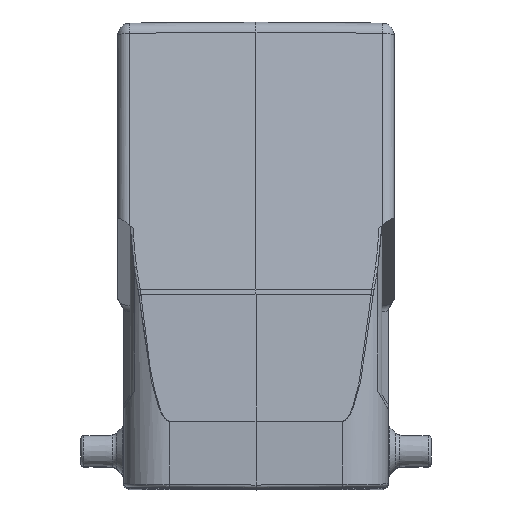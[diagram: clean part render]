
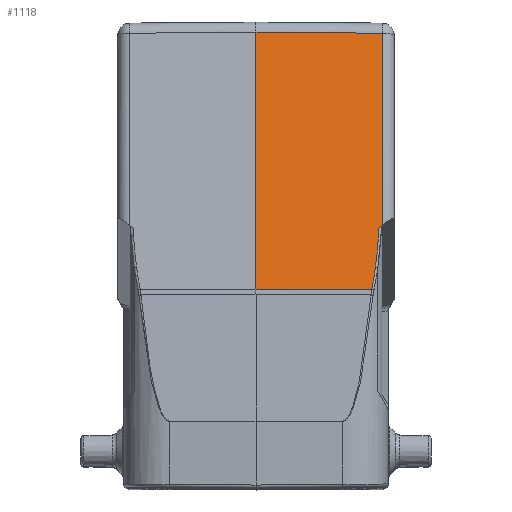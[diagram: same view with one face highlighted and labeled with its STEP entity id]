
A CAD part, top view. The second image highlights one B-rep face of the part: STEP entity #1118.
In plain terms, the highlighted planar face has unit normal (0.009, 0.174, 0.985).
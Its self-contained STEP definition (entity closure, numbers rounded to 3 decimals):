
#333=ELLIPSE('',#9676,40.313,7.);
#1118=ADVANCED_FACE('',(#1823),#1356,.T.);
#1356=PLANE('',#9677);
#1823=FACE_OUTER_BOUND('',#2405,.T.);
#2405=EDGE_LOOP('',(#6355,#6356,#6357,#6358,#6359,#6360,#6361));
#3167=LINE('',#16421,#3864);
#3168=LINE('',#16425,#3865);
#3216=LINE('',#16799,#3913);
#3217=LINE('',#16801,#3914);
#3218=LINE('',#16803,#3915);
#3864=VECTOR('',#11973,1.);
#3865=VECTOR('',#11978,1.);
#3913=VECTOR('',#12190,1.);
#3914=VECTOR('',#12193,1.);
#3915=VECTOR('',#12194,1.);
#6355=ORIENTED_EDGE('',*,*,#8364,.F.);
#6356=ORIENTED_EDGE('',*,*,#8359,.F.);
#6357=ORIENTED_EDGE('',*,*,#8357,.T.);
#6358=ORIENTED_EDGE('',*,*,#8462,.F.);
#6359=ORIENTED_EDGE('',*,*,#8463,.F.);
#6360=ORIENTED_EDGE('',*,*,#8464,.T.);
#6361=ORIENTED_EDGE('',*,*,#8465,.F.);
#7161=VERTEX_POINT('',#16418);
#7162=VERTEX_POINT('',#16422);
#7163=VERTEX_POINT('',#16426);
#7166=VERTEX_POINT('',#16451);
#7211=VERTEX_POINT('',#16751);
#7219=VERTEX_POINT('',#16802);
#7220=VERTEX_POINT('',#16804);
#8357=EDGE_CURVE('',#7162,#7161,#3167,.T.);
#8359=EDGE_CURVE('',#7162,#7163,#3168,.T.);
#8364=EDGE_CURVE('',#7163,#7166,#8750,.T.);
#8462=EDGE_CURVE('',#7211,#7161,#3216,.T.);
#8463=EDGE_CURVE('',#7219,#7211,#3217,.T.);
#8464=EDGE_CURVE('',#7219,#7220,#3218,.T.);
#8465=EDGE_CURVE('',#7166,#7220,#333,.T.);
#8750=CIRCLE('',#9595,62.361);
#9595=AXIS2_PLACEMENT_3D('',#16456,#11983,#11984);
#9676=AXIS2_PLACEMENT_3D('',#16805,#12195,#12196);
#9677=AXIS2_PLACEMENT_3D('',#16806,#12197,#12198);
#11973=DIRECTION('',(0.,0.985,-0.174));
#11978=DIRECTION('',(-0.762,-0.637,0.119));
#11983=DIRECTION('',(-0.009,-0.174,-0.985));
#11984=DIRECTION('',(0.,-0.985,0.174));
#12190=DIRECTION('',(1.,-0.009,-0.007));
#12193=DIRECTION('',(0.,0.985,-0.174));
#12194=DIRECTION('',(1.,-0.001,-0.009));
#12195=DIRECTION('',(-0.009,-0.174,-0.985));
#12196=DIRECTION('',(0.002,-0.985,0.174));
#12197=DIRECTION('',(0.009,0.174,0.985));
#12198=DIRECTION('',(0.,-0.985,0.174));
#16418=CARTESIAN_POINT('',(20.517,19.584,50.546));
#16421=CARTESIAN_POINT('',(20.517,-11.704,56.062));
#16422=CARTESIAN_POINT('',(20.517,-11.704,56.062));
#16425=CARTESIAN_POINT('',(20.517,-11.704,56.062));
#16426=CARTESIAN_POINT('',(19.963,-12.168,56.149));
#16451=CARTESIAN_POINT('',(19.449,-18.497,57.27));
#16456=CARTESIAN_POINT('',(-42.373,-10.389,56.388));
#16751=CARTESIAN_POINT('',(0.,19.763,50.696));
#16799=CARTESIAN_POINT('',(0.,19.763,50.696));
#16801=CARTESIAN_POINT('',(0.,-22.153,58.087));
#16802=CARTESIAN_POINT('',(0.,-22.155,58.087));
#16803=CARTESIAN_POINT('',(0.017,-22.155,58.087));
#16804=CARTESIAN_POINT('',(18.848,-22.176,57.924));
#16805=CARTESIAN_POINT('',(14.004,6.729,52.87));
#16806=CARTESIAN_POINT('',(0.,21.415,50.404));
